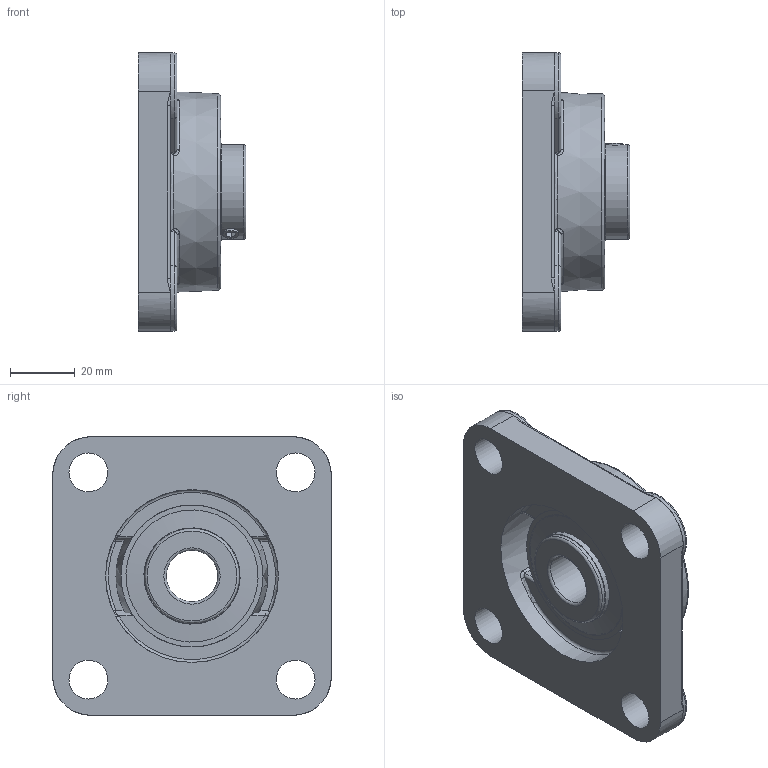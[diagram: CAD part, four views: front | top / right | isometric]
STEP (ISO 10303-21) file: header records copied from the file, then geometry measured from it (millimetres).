
FILE_DESCRIPTION(/* description */ ('Alibre Inc.'),/* implementation_level */ '2;1');
FILE_NAME(/* name */ 'export-3A3C1839-E3F7-49D2-8DCE-CE5069A9684A',/* time_stamp */ '2020-05-28T10:08:49-07:00',/* author */ (''),/* organization */ (''),/* preprocessor_version */ 'ST-DEVELOPER v17',/* originating_system */ 'Alibre',/* authorisation */ '');
FILE_SCHEMA (('CONFIG_CONTROL_DESIGN'));
Length unit declared in the file: inch
Bounding box: 33.3 x 86 x 86 mm (x, y, z)
Volume: 90790.2 mm3; surface area: 38216.4 mm2
Topology: 15 solids, 15 shells, 190 faces, 475 edges, 281 vertices
Faces by surface type: plane 57, cylinder 52, bspline 36, torus 23, sphere 13, cone 9
Full cylindrical faces by diameter (mm): 4.917 x4, 12 x4, 15.875 x1, 29.21 x4, 29.718 x2, 40 x2, 40.792 x2, 53.34 x1, 54.25 x1
Entity records: 10092 total; most frequent: CARTESIAN_POINT 5846, ORIENTED_EDGE 694, DIRECTION 649, EDGE_CURVE 347, AXIS2_PLACEMENT_3D 310, VERTEX_POINT 235, FACE_BOUND 226, EDGE_LOOP 218
